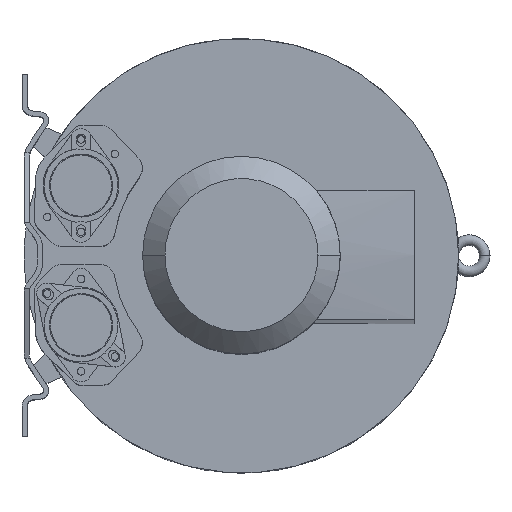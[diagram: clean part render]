
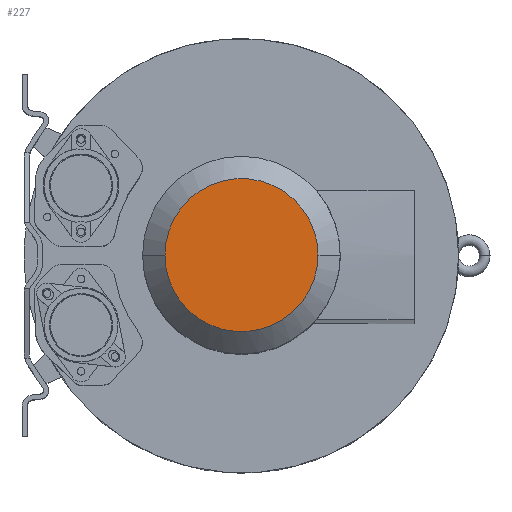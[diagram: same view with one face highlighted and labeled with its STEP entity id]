
A CAD part, top view. The second image highlights one B-rep face of the part: STEP entity #227.
In plain terms, the highlighted planar face has unit normal (0, 0, 1).
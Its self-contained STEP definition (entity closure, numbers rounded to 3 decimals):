
#69 = AXIS2_PLACEMENT_3D ( 'NONE', #10042, #12519, #2698 ) ;
#227 = ADVANCED_FACE ( 'NONE', ( #12366 ), #7717, .T. ) ;
#240 = CARTESIAN_POINT ( 'NONE',  ( 51.758, -45.399, 398.9 ) ) ;
#398 = CARTESIAN_POINT ( 'NONE',  ( -66.503, -17.813, 398.9 ) ) ;
#640 = CARTESIAN_POINT ( 'NONE',  ( -68.7, 0., 398.9 ) ) ;
#886 = CARTESIAN_POINT ( 'NONE',  ( -22.136, 65.191, 398.9 ) ) ;
#1536 = CARTESIAN_POINT ( 'NONE',  ( -34.429, -59.62, 398.9 ) ) ;
#2018 = CARTESIAN_POINT ( 'NONE',  ( -30.444, 61.75, 398.9 ) ) ;
#2246 = CARTESIAN_POINT ( 'NONE',  ( 22.136, 65.191, 398.9 ) ) ;
#2405 = CARTESIAN_POINT ( 'NONE',  ( 68.7, 4.496, 398.9 ) ) ;
#2585 = CARTESIAN_POINT ( 'NONE',  ( 66.503, -17.813, 398.9 ) ) ;
#2698 = DIRECTION ( 'NONE',  ( 1., 0., 0. ) ) ;
#2963 = CARTESIAN_POINT ( 'NONE',  ( -59.62, -34.429, 398.9 ) ) ;
#3142 = VERTEX_POINT ( 'NONE', #4240 ) ;
#3761 = CARTESIAN_POINT ( 'NONE',  ( 51.758, 45.399, 398.9 ) ) ;
#3779 = CARTESIAN_POINT ( 'NONE',  ( 65.191, -22.136, 398.9 ) ) ;
#3854 = CARTESIAN_POINT ( 'NONE',  ( 30.444, -61.75, 398.9 ) ) ;
#4170 = CARTESIAN_POINT ( 'NONE',  ( 4.496, -68.7, 398.9 ) ) ;
#4240 = CARTESIAN_POINT ( 'NONE',  ( 68.7, 0., 398.9 ) ) ;
#4246 = CARTESIAN_POINT ( 'NONE',  ( -4.496, -68.7, 398.9 ) ) ;
#4406 = CARTESIAN_POINT ( 'NONE',  ( -54.624, 41.906, 398.9 ) ) ;
#4485 = CARTESIAN_POINT ( 'NONE',  ( -51.758, 45.399, 398.9 ) ) ;
#4562 = CARTESIAN_POINT ( 'NONE',  ( -61.75, 30.444, 398.9 ) ) ;
#4640 = CARTESIAN_POINT ( 'NONE',  ( -17.813, 66.503, 398.9 ) ) ;
#5057 = CARTESIAN_POINT ( 'NONE',  ( 34.429, -59.62, 398.9 ) ) ;
#5301 = CARTESIAN_POINT ( 'NONE',  ( -8.993, -68.257, 398.9 ) ) ;
#5847 = CARTESIAN_POINT ( 'NONE',  ( -45.399, 51.758, 398.9 ) ) ;
#6006 = CARTESIAN_POINT ( 'NONE',  ( 45.399, 51.758, 398.9 ) ) ;
#6102 = CARTESIAN_POINT ( 'NONE',  ( 61.75, -30.444, 398.9 ) ) ;
#6377 = EDGE_CURVE ( 'NONE', #3142, #14504, #11506, .T. ) ;
#6416 = CARTESIAN_POINT ( 'NONE',  ( -68.257, -8.993, 398.9 ) ) ;
#6633 = EDGE_CURVE ( 'NONE', #14504, #3142, #8443, .T. ) ;
#6650 = CARTESIAN_POINT ( 'NONE',  ( 8.993, -68.257, 398.9 ) ) ;
#7043 = CARTESIAN_POINT ( 'NONE',  ( 17.813, 66.503, 398.9 ) ) ;
#7453 = CARTESIAN_POINT ( 'NONE',  ( 45.399, -51.758, 398.9 ) ) ;
#7717 = PLANE ( 'NONE',  #69 ) ;
#7991 = CARTESIAN_POINT ( 'NONE',  ( -68.257, 8.993, 398.9 ) ) ;
#8067 = CARTESIAN_POINT ( 'NONE',  ( -34.429, 59.62, 398.9 ) ) ;
#8225 = CARTESIAN_POINT ( 'NONE',  ( -4.496, 68.7, 398.9 ) ) ;
#8443 = B_SPLINE_CURVE_WITH_KNOTS ( 'NONE', 3,
 ( #15676, #10474, #7991, #15363, #15446, #4562, #15599, #4406, #4485, #5847, #9269, #8067, #2018, #886, #4640, #14312, #8225, #13181, #13107, #7043, #2246, #11909, #9499, #9744, #6006, #3761, #8704, #10865, #14551, #15755, #15839, #13342, #2405, #13583 ),
 .UNSPECIFIED., .F., .F.,
 ( 4, 2, 2, 2, 2, 2, 2, 2, 2, 2, 2, 2, 2, 2, 2, 2, 4 ),
 ( 0., 0.063, 0.125, 0.188, 0.25, 0.313, 0.375, 0.438, 0.5, 0.563, 0.625, 0.688, 0.75, 0.813, 0.875, 0.938, 1. ),
 .UNSPECIFIED. ) ;
#8483 = EDGE_LOOP ( 'NONE', ( #15841, #11064 ) ) ;
#8704 = CARTESIAN_POINT ( 'NONE',  ( 54.624, 41.906, 398.9 ) ) ;
#9269 = CARTESIAN_POINT ( 'NONE',  ( -41.906, 54.624, 398.9 ) ) ;
#9499 = CARTESIAN_POINT ( 'NONE',  ( 34.429, 59.62, 398.9 ) ) ;
#9744 = CARTESIAN_POINT ( 'NONE',  ( 41.906, 54.624, 398.9 ) ) ;
#9758 = CARTESIAN_POINT ( 'NONE',  ( 59.62, -34.429, 398.9 ) ) ;
#9920 = CARTESIAN_POINT ( 'NONE',  ( 22.136, -65.191, 398.9 ) ) ;
#10042 = CARTESIAN_POINT ( 'NONE',  ( 0., 0., 398.9 ) ) ;
#10154 = CARTESIAN_POINT ( 'NONE',  ( -54.624, -41.906, 398.9 ) ) ;
#10474 = CARTESIAN_POINT ( 'NONE',  ( -68.7, 4.496, 398.9 ) ) ;
#10865 = CARTESIAN_POINT ( 'NONE',  ( 59.62, 34.429, 398.9 ) ) ;
#11064 = ORIENTED_EDGE ( 'NONE', *, *, #6633, .F. ) ;
#11198 = CARTESIAN_POINT ( 'NONE',  ( 68.7, 0., 398.9 ) ) ;
#11276 = CARTESIAN_POINT ( 'NONE',  ( -61.75, -30.444, 398.9 ) ) ;
#11352 = CARTESIAN_POINT ( 'NONE',  ( -30.444, -61.75, 398.9 ) ) ;
#11506 = B_SPLINE_CURVE_WITH_KNOTS ( 'NONE', 3,
 ( #11198, #14569, #13444, #2585, #3779, #6102, #9758, #14654, #240, #7453, #12321, #5057, #3854, #9920, #13597, #6650, #4170, #4246, #5301, #13913, #12554, #11352, #1536, #15200, #15121, #11514, #10154, #2963, #11276, #11590, #398, #6416, #15044, #640 ),
 .UNSPECIFIED., .F., .F.,
 ( 4, 2, 2, 2, 2, 2, 2, 2, 2, 2, 2, 2, 2, 2, 2, 2, 4 ),
 ( 0., 0.062, 0.125, 0.187, 0.25, 0.313, 0.375, 0.438, 0.5, 0.563, 0.625, 0.688, 0.75, 0.813, 0.875, 0.937, 1. ),
 .UNSPECIFIED. ) ;
#11514 = CARTESIAN_POINT ( 'NONE',  ( -51.758, -45.399, 398.9 ) ) ;
#11590 = CARTESIAN_POINT ( 'NONE',  ( -65.191, -22.136, 398.9 ) ) ;
#11909 = CARTESIAN_POINT ( 'NONE',  ( 30.444, 61.75, 398.9 ) ) ;
#12321 = CARTESIAN_POINT ( 'NONE',  ( 41.906, -54.624, 398.9 ) ) ;
#12366 = FACE_OUTER_BOUND ( 'NONE', #8483, .T. ) ;
#12519 = DIRECTION ( 'NONE',  ( 0., 0., 1. ) ) ;
#12554 = CARTESIAN_POINT ( 'NONE',  ( -22.136, -65.191, 398.9 ) ) ;
#13107 = CARTESIAN_POINT ( 'NONE',  ( 8.993, 68.257, 398.9 ) ) ;
#13181 = CARTESIAN_POINT ( 'NONE',  ( 4.496, 68.7, 398.9 ) ) ;
#13342 = CARTESIAN_POINT ( 'NONE',  ( 68.257, 8.993, 398.9 ) ) ;
#13444 = CARTESIAN_POINT ( 'NONE',  ( 68.257, -8.993, 398.9 ) ) ;
#13583 = CARTESIAN_POINT ( 'NONE',  ( 68.7, 0., 398.9 ) ) ;
#13597 = CARTESIAN_POINT ( 'NONE',  ( 17.813, -66.503, 398.9 ) ) ;
#13913 = CARTESIAN_POINT ( 'NONE',  ( -17.813, -66.503, 398.9 ) ) ;
#14312 = CARTESIAN_POINT ( 'NONE',  ( -8.993, 68.257, 398.9 ) ) ;
#14504 = VERTEX_POINT ( 'NONE', #15581 ) ;
#14551 = CARTESIAN_POINT ( 'NONE',  ( 61.75, 30.444, 398.9 ) ) ;
#14569 = CARTESIAN_POINT ( 'NONE',  ( 68.7, -4.496, 398.9 ) ) ;
#14654 = CARTESIAN_POINT ( 'NONE',  ( 54.624, -41.906, 398.9 ) ) ;
#15044 = CARTESIAN_POINT ( 'NONE',  ( -68.7, -4.496, 398.9 ) ) ;
#15121 = CARTESIAN_POINT ( 'NONE',  ( -45.399, -51.758, 398.9 ) ) ;
#15200 = CARTESIAN_POINT ( 'NONE',  ( -41.906, -54.624, 398.9 ) ) ;
#15363 = CARTESIAN_POINT ( 'NONE',  ( -66.503, 17.813, 398.9 ) ) ;
#15446 = CARTESIAN_POINT ( 'NONE',  ( -65.191, 22.136, 398.9 ) ) ;
#15581 = CARTESIAN_POINT ( 'NONE',  ( -68.7, 0., 398.9 ) ) ;
#15599 = CARTESIAN_POINT ( 'NONE',  ( -59.62, 34.429, 398.9 ) ) ;
#15676 = CARTESIAN_POINT ( 'NONE',  ( -68.7, 0., 398.9 ) ) ;
#15755 = CARTESIAN_POINT ( 'NONE',  ( 65.191, 22.136, 398.9 ) ) ;
#15839 = CARTESIAN_POINT ( 'NONE',  ( 66.503, 17.813, 398.9 ) ) ;
#15841 = ORIENTED_EDGE ( 'NONE', *, *, #6377, .F. ) ;
